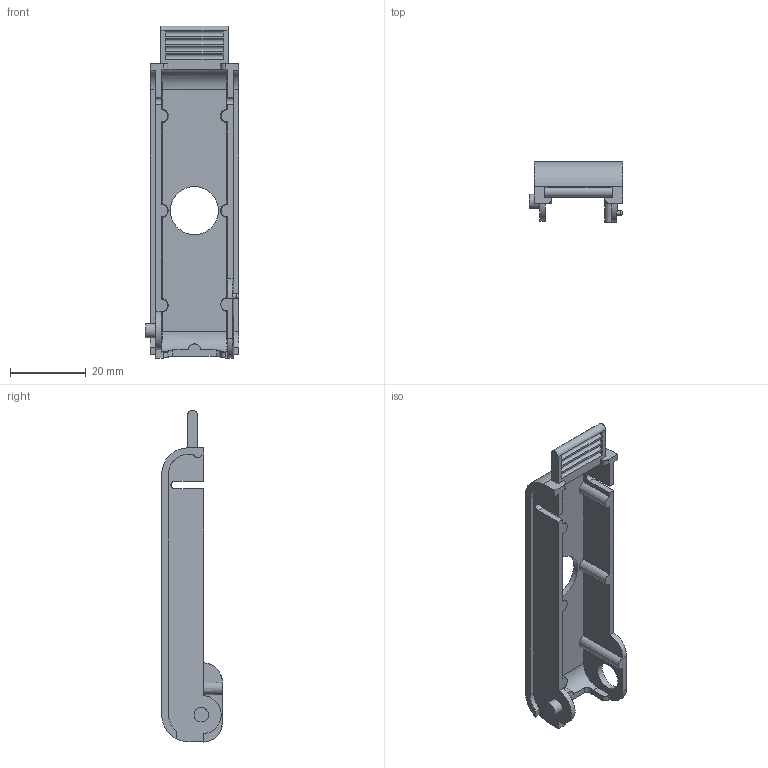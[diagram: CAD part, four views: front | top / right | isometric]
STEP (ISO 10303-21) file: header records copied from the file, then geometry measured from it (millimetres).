
FILE_DESCRIPTION (( 'STEP AP214' ), '1' );
FILE_NAME ('701934rev-.STEP', '2013-09-11T13:55:51', ( '' ), ( '' ), 'SwSTEP 2.0', 'SolidWorks 2013', '' );
FILE_SCHEMA (( 'AUTOMOTIVE_DESIGN' ));
Length unit declared in the file: inch
Products named in the file (1): 701934rev-
Bounding box: 24.67 x 16 x 87.68 mm (x, y, z)
Volume: 5981.1 mm3; surface area: 7752 mm2
Topology: 2 solids, 2 shells, 128 faces, 344 edges, 229 vertices
Faces by surface type: plane 77, cylinder 43, cone 7, bspline 1
Full cylindrical faces by diameter (mm): 1.27 x1, 3.81 x1, 7.366 x1, 12.7 x1
Entity records: 7412 total; most frequent: CARTESIAN_POINT 2555, ORIENTED_EDGE 674, DIRECTION 606, EDGE_CURVE 337, VERTEX_POINT 227, LINE 212, VECTOR 212, AXIS2_PLACEMENT_3D 197
